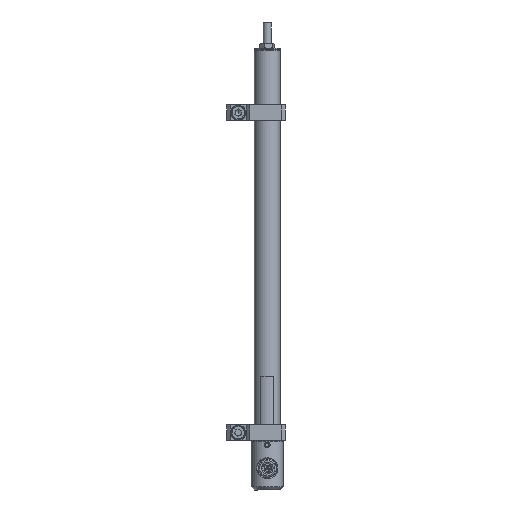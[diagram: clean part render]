
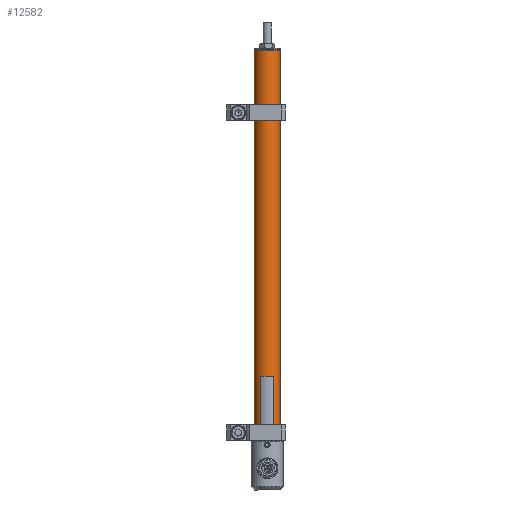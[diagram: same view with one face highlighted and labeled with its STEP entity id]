
A CAD part, front view. The second image highlights one B-rep face of the part: STEP entity #12582.
In plain terms, the highlighted cylindrical face has radius 8 mm (diameter 16 mm), a partial arc.
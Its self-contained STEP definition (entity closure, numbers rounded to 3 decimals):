
#8681 = CARTESIAN_POINT ( 'NONE',  ( 8., 0., -0.15 ) ) ;
#8954 = CARTESIAN_POINT ( 'NONE',  ( 0., 0., -251.7 ) ) ;
#8972 = FACE_OUTER_BOUND ( 'NONE', #13033, .T. ) ;
#9012 = DIRECTION ( 'NONE',  ( 1., 0., 0. ) ) ;
#9013 = DIRECTION ( 'NONE',  ( 0., 0., 1. ) ) ;
#9015 = CYLINDRICAL_SURFACE ( 'NONE', #9017, 8. ) ;
#9017 = AXIS2_PLACEMENT_3D ( 'NONE', #8954, #9013, #9012 ) ;
#9254 = CARTESIAN_POINT ( 'NONE',  ( -8., 0., -0.15 ) ) ;
#9443 = CIRCLE ( 'NONE', #9476, 8. ) ;
#9470 = AXIS2_PLACEMENT_3D ( 'NONE', #9552, #9543, #9542 ) ;
#9473 = DIRECTION ( 'NONE',  ( 1., 0., 0. ) ) ;
#9474 = DIRECTION ( 'NONE',  ( 0., 0., -1. ) ) ;
#9475 = CARTESIAN_POINT ( 'NONE',  ( 0., 0., -0.15 ) ) ;
#9476 = AXIS2_PLACEMENT_3D ( 'NONE', #9475, #9474, #9473 ) ;
#9525 = LINE ( 'NONE', #9579, #9578 ) ;
#9527 = CARTESIAN_POINT ( 'NONE',  ( -8., 0., -251.7 ) ) ;
#9540 = LINE ( 'NONE', #9527, #9583 ) ;
#9542 = DIRECTION ( 'NONE',  ( -1., 0., 0. ) ) ;
#9543 = DIRECTION ( 'NONE',  ( 0., 0., 1. ) ) ;
#9546 = CIRCLE ( 'NONE', #9470, 8. ) ;
#9552 = CARTESIAN_POINT ( 'NONE',  ( 0., 0., -242.5 ) ) ;
#9577 = DIRECTION ( 'NONE',  ( 0., 0., 1. ) ) ;
#9578 = VECTOR ( 'NONE', #9577, 1000. ) ;
#9579 = CARTESIAN_POINT ( 'NONE',  ( 8., 0., -251.7 ) ) ;
#9582 = DIRECTION ( 'NONE',  ( 0., 0., 1. ) ) ;
#9583 = VECTOR ( 'NONE', #9582, 1000. ) ;
#10531 = CARTESIAN_POINT ( 'NONE',  ( 8., 0., -242.5 ) ) ;
#10534 = CARTESIAN_POINT ( 'NONE',  ( -8., 0., -242.5 ) ) ;
#12488 = VERTEX_POINT ( 'NONE', #8681 ) ;
#12539 = ORIENTED_EDGE ( 'NONE', *, *, #12729, .T. ) ;
#12561 = ORIENTED_EDGE ( 'NONE', *, *, #12748, .F. ) ;
#12582 = ADVANCED_FACE ( 'NONE', ( #8972 ), #9015, .T. ) ;
#12659 = VERTEX_POINT ( 'NONE', #9254 ) ;
#12708 = ORIENTED_EDGE ( 'NONE', *, *, #12743, .T. ) ;
#12711 = ORIENTED_EDGE ( 'NONE', *, *, #12750, .T. ) ;
#12729 = EDGE_CURVE ( 'NONE', #12488, #12659, #9443, .T. ) ;
#12743 = EDGE_CURVE ( 'NONE', #13059, #13062, #9546, .T. ) ;
#12748 = EDGE_CURVE ( 'NONE', #13059, #12659, #9540, .T. ) ;
#12750 = EDGE_CURVE ( 'NONE', #13062, #12488, #9525, .T. ) ;
#13033 = EDGE_LOOP ( 'NONE', ( #12561, #12708, #12711, #12539 ) ) ;
#13059 = VERTEX_POINT ( 'NONE', #10534 ) ;
#13062 = VERTEX_POINT ( 'NONE', #10531 ) ;
